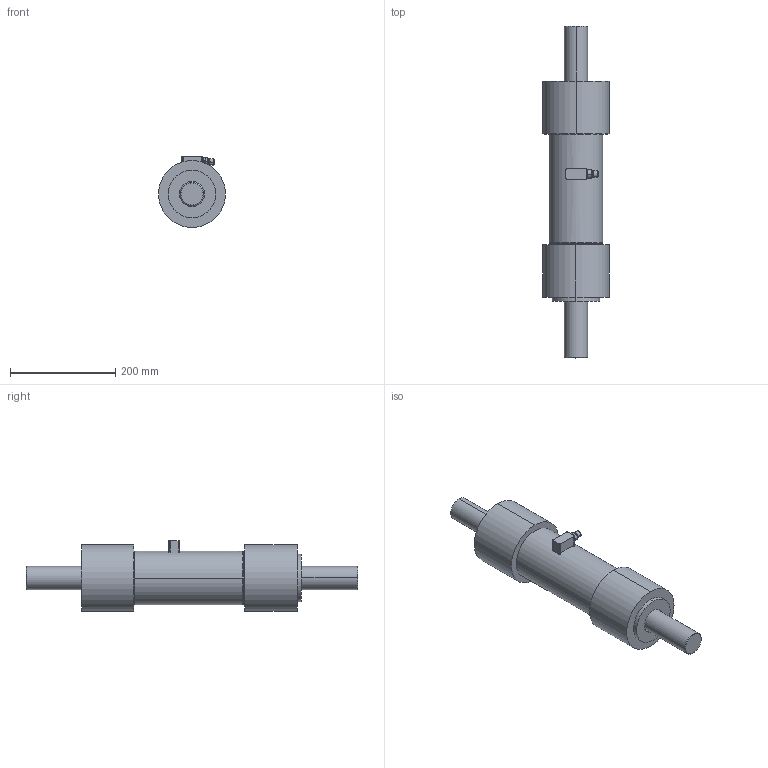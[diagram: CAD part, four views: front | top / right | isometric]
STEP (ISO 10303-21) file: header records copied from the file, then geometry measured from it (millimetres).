
FILE_DESCRIPTION(('STEP AP214'),'1');
FILE_NAME('CLB 600kN with ISO accessories.stp','2018-12-05T16:49:30',(' '),(' '),'Spatial InterOp 3D',' ',' ');
FILE_SCHEMA(('automotive_design'));
Length unit declared in the file: millimetre
Products named in the file (11): CLB 600kN with ISO accessories; ROD; HUB; CLB 600kN; Fairlead; Box; Cap; Enclosure; Insert keeper; Body; PRN_44
Assembly tree (13 placements, depth 3):
  CLB 600kN with ISO accessories
    ROD  x2
    HUB  x2
    CLB 600kN
      Fairlead
      Box
      Cap
      Enclosure
      Insert keeper
      Body
    PRN_44  x2
Bounding box: 127 x 629.44 x 134.55 mm (x, y, z)
Volume: 4544866.1 mm3; surface area: 571854.7 mm2
Topology: 20 solids, 31 shells, 301 faces, 716 edges, 469 vertices
Faces by surface type: cylinder 152, plane 67, torus 32, cone 24, sphere 24, bspline 2
Entity records: 10536 total; most frequent: CARTESIAN_POINT 1789, DIRECTION 1483, ORIENTED_EDGE 1170, AXIS2_PLACEMENT_3D 642, EDGE_CURVE 605, VERTEX_POINT 408, CIRCLE 370, EDGE_LOOP 303
